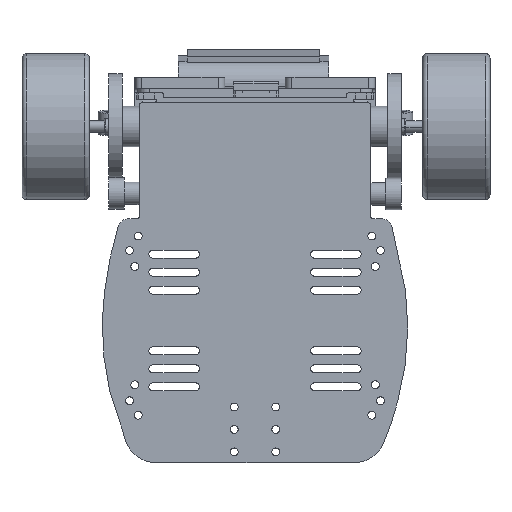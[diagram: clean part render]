
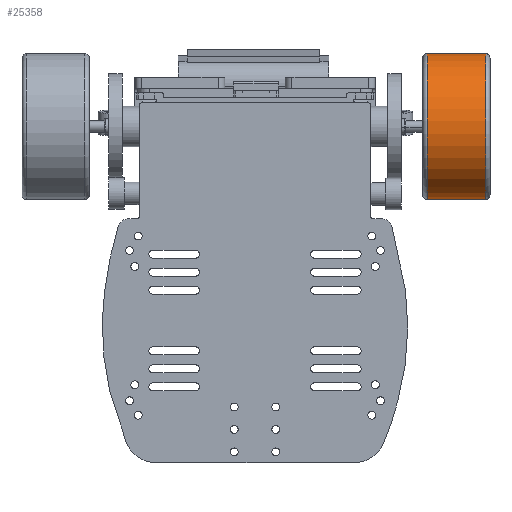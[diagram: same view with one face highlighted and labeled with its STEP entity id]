
A CAD part, front view. The second image highlights one B-rep face of the part: STEP entity #25358.
In plain terms, the highlighted cylindrical face has radius 32.5 mm (diameter 65 mm), a partial arc.
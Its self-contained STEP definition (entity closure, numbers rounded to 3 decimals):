
#1047 = CARTESIAN_POINT ( 'NONE',  ( 32.5, 0., 2. ) ) ;
#1101 = DIRECTION ( 'NONE',  ( 0., 0., -1. ) ) ;
#1586 = LINE ( 'NONE', #28410, #8778 ) ;
#2992 = CARTESIAN_POINT ( 'NONE',  ( -32.5, 0., 30. ) ) ;
#3221 = CYLINDRICAL_SURFACE ( 'NONE', #8979, 32.5 ) ;
#5978 = LINE ( 'NONE', #2992, #20783 ) ;
#7204 = ORIENTED_EDGE ( 'NONE', *, *, #22161, .T. ) ;
#7665 = CARTESIAN_POINT ( 'NONE',  ( -32.5, 0., 2. ) ) ;
#8778 = VECTOR ( 'NONE', #21657, 1000. ) ;
#8818 = DIRECTION ( 'NONE',  ( 1., 0., 0. ) ) ;
#8979 = AXIS2_PLACEMENT_3D ( 'NONE', #25011, #27044, #29547 ) ;
#9921 = DIRECTION ( 'NONE',  ( 0., 0., -1. ) ) ;
#10788 = FACE_OUTER_BOUND ( 'NONE', #12530, .T. ) ;
#11809 = ORIENTED_EDGE ( 'NONE', *, *, #19638, .T. ) ;
#12494 = CIRCLE ( 'NONE', #16259, 32.5 ) ;
#12530 = EDGE_LOOP ( 'NONE', ( #15266, #11809, #14986, #7204 ) ) ;
#13336 = VERTEX_POINT ( 'NONE', #7665 ) ;
#14986 = ORIENTED_EDGE ( 'NONE', *, *, #22522, .T. ) ;
#15266 = ORIENTED_EDGE ( 'NONE', *, *, #19698, .F. ) ;
#15418 = AXIS2_PLACEMENT_3D ( 'NONE', #19422, #1101, #19528 ) ;
#16259 = AXIS2_PLACEMENT_3D ( 'NONE', #18116, #22653, #8818 ) ;
#18116 = CARTESIAN_POINT ( 'NONE',  ( 0., 0., 2. ) ) ;
#18343 = VERTEX_POINT ( 'NONE', #23060 ) ;
#19422 = CARTESIAN_POINT ( 'NONE',  ( 0., 0., 28. ) ) ;
#19528 = DIRECTION ( 'NONE',  ( 1., 0., 0. ) ) ;
#19638 = EDGE_CURVE ( 'NONE', #24459, #18343, #19975, .T. ) ;
#19698 = EDGE_CURVE ( 'NONE', #24459, #27706, #1586, .T. ) ;
#19975 = CIRCLE ( 'NONE', #15418, 32.5 ) ;
#20783 = VECTOR ( 'NONE', #9921, 1000. ) ;
#21657 = DIRECTION ( 'NONE',  ( 0., 0., -1. ) ) ;
#22161 = EDGE_CURVE ( 'NONE', #13336, #27706, #12494, .T. ) ;
#22522 = EDGE_CURVE ( 'NONE', #18343, #13336, #5978, .T. ) ;
#22653 = DIRECTION ( 'NONE',  ( 0., 0., 1. ) ) ;
#23060 = CARTESIAN_POINT ( 'NONE',  ( -32.5, 0., 28. ) ) ;
#24459 = VERTEX_POINT ( 'NONE', #25976 ) ;
#25011 = CARTESIAN_POINT ( 'NONE',  ( 0., 0., 30. ) ) ;
#25358 = ADVANCED_FACE ( 'NONE', ( #10788 ), #3221, .T. ) ;
#25976 = CARTESIAN_POINT ( 'NONE',  ( 32.5, 0., 28. ) ) ;
#27044 = DIRECTION ( 'NONE',  ( 0., 0., -1. ) ) ;
#27706 = VERTEX_POINT ( 'NONE', #1047 ) ;
#28410 = CARTESIAN_POINT ( 'NONE',  ( 32.5, 0., 30. ) ) ;
#29547 = DIRECTION ( 'NONE',  ( -1., 0., 0. ) ) ;
